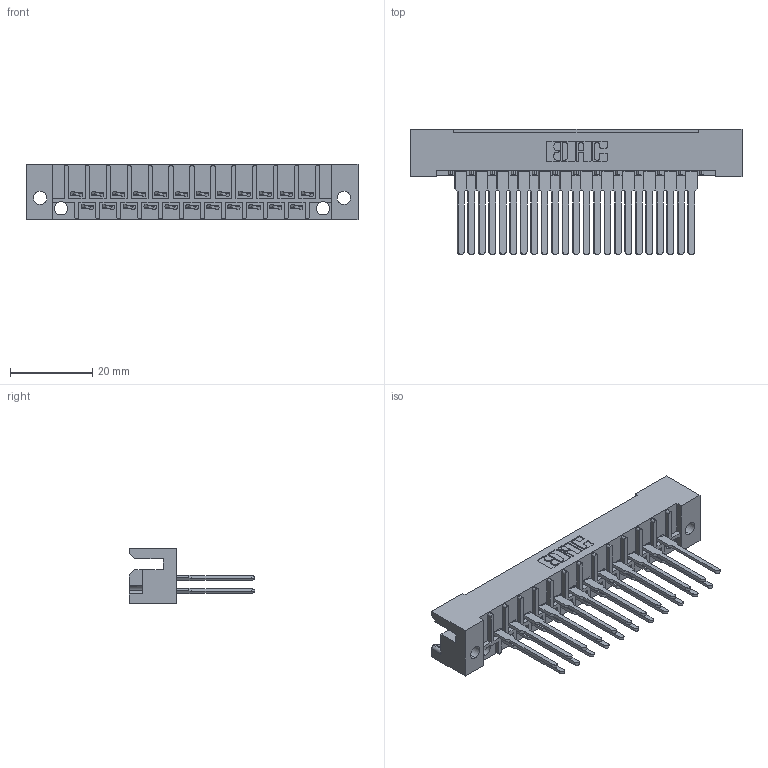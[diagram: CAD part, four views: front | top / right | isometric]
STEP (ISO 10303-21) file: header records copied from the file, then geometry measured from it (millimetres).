
FILE_DESCRIPTION (( 'STEP AP203' ), '1' );
FILE_NAME ('424-023-541-122.STEP', '2019-11-27T19:59:25', ( '' ), ( '' ), 'SwSTEP 2.0', 'SolidWorks 2016', '' );
FILE_SCHEMA (( 'CONFIG_CONTROL_DESIGN' ));
Length unit declared in the file: inch
Products named in the file (3): 408-290-001_408-290-141; 424-023-541-122; 424 Part_023
Assembly tree (24 placements, depth 2):
  424-023-541-122
    424 Part_023
    408-290-001_408-290-141  x23
Bounding box: 80.52 x 30.4 x 13.49 mm (x, y, z)
Volume: 8700.8 mm3; surface area: 12288.5 mm2
Topology: 24 solids, 24 shells, 1364 faces, 3754 edges, 2440 vertices
Faces by surface type: plane 1009, cylinder 263, bspline 92
Entity records: 20007 total; most frequent: CARTESIAN_POINT 3461, ORIENTED_EDGE 3372, DIRECTION 3090, EDGE_CURVE 1686, LINE 1464, VECTOR 1464, VERTEX_POINT 1120, AXIS2_PLACEMENT_3D 813
